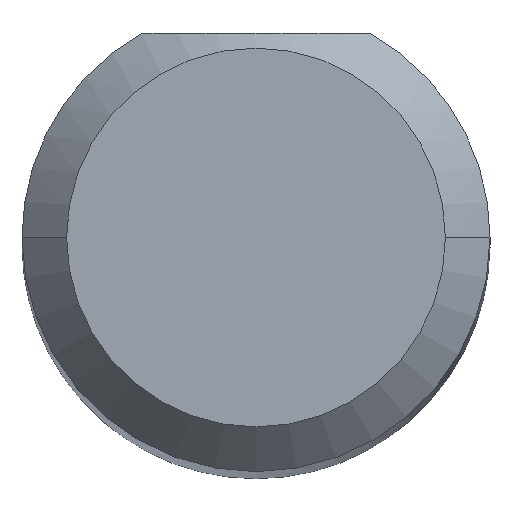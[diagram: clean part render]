
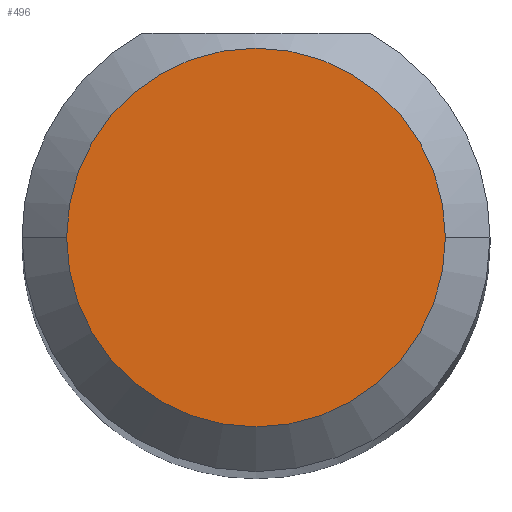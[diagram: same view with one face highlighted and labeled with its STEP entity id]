
A CAD part, top view. The second image highlights one B-rep face of the part: STEP entity #496.
In plain terms, the highlighted planar face has unit normal (0, 0, 1).
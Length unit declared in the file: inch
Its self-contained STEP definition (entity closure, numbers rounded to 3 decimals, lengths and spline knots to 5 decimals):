
#24 = PLANE ( 'NONE',  #462 ) ;
#33 = DIRECTION ( 'NONE',  ( 1., 0., 0. ) ) ;
#74 = VERTEX_POINT ( 'NONE', #440 ) ;
#103 = EDGE_CURVE ( 'NONE', #74, #531, #454, .T. ) ;
#117 = CARTESIAN_POINT ( 'NONE',  ( 0., 0., 1.9685 ) ) ;
#118 = DIRECTION ( 'NONE',  ( 1., 0., 0. ) ) ;
#125 = EDGE_LOOP ( 'NONE', ( #346, #411 ) ) ;
#126 = AXIS2_PLACEMENT_3D ( 'NONE', #188, #520, #118 ) ;
#145 = CARTESIAN_POINT ( 'NONE',  ( -0.06374, 0., 1.9685 ) ) ;
#188 = CARTESIAN_POINT ( 'NONE',  ( 0., 0., 1.9685 ) ) ;
#232 = CARTESIAN_POINT ( 'NONE',  ( 0., 0., 1.9685 ) ) ;
#234 = DIRECTION ( 'NONE',  ( 0., 0., 1. ) ) ;
#276 = DIRECTION ( 'NONE',  ( 0., 0., 1. ) ) ;
#291 = CIRCLE ( 'NONE', #426, 0.06374 ) ;
#321 = FACE_OUTER_BOUND ( 'NONE', #125, .T. ) ;
#346 = ORIENTED_EDGE ( 'NONE', *, *, #475, .T. ) ;
#356 = DIRECTION ( 'NONE',  ( 1., 0., 0. ) ) ;
#411 = ORIENTED_EDGE ( 'NONE', *, *, #103, .T. ) ;
#426 = AXIS2_PLACEMENT_3D ( 'NONE', #117, #234, #356 ) ;
#440 = CARTESIAN_POINT ( 'NONE',  ( 0.06374, 0., 1.9685 ) ) ;
#454 = CIRCLE ( 'NONE', #126, 0.06374 ) ;
#462 = AXIS2_PLACEMENT_3D ( 'NONE', #232, #276, #33 ) ;
#475 = EDGE_CURVE ( 'NONE', #531, #74, #291, .T. ) ;
#496 = ADVANCED_FACE ( 'NONE', ( #321 ), #24, .T. ) ;
#520 = DIRECTION ( 'NONE',  ( 0., 0., 1. ) ) ;
#531 = VERTEX_POINT ( 'NONE', #145 ) ;
